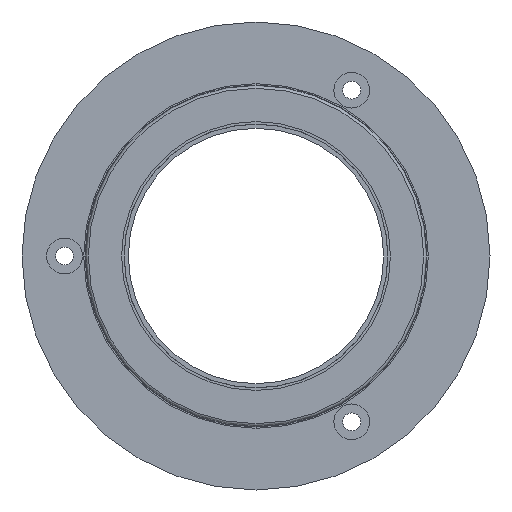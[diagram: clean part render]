
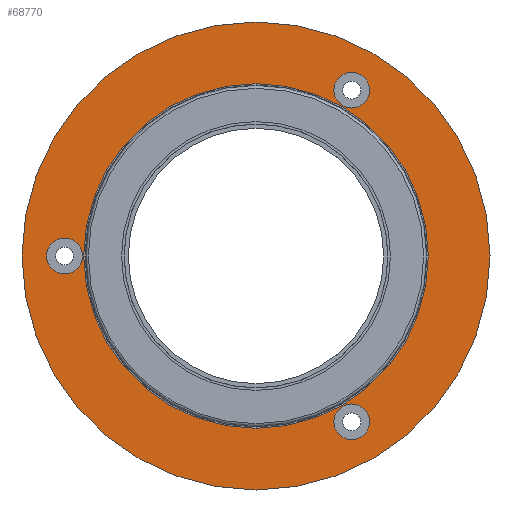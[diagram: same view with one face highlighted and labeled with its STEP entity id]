
A CAD part, left-side view. The second image highlights one B-rep face of the part: STEP entity #68770.
In plain terms, the highlighted planar face has unit normal (-1, 0, 0).
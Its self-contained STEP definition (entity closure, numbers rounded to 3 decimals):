
#1338 = EDGE_LOOP ( 'NONE', ( #37456 ) ) ;
#1740 = EDGE_LOOP ( 'NONE', ( #72329 ) ) ;
#2186 = DIRECTION ( 'NONE',  ( 0., 1., 0. ) ) ;
#3283 = DIRECTION ( 'NONE',  ( 0., 1., 0. ) ) ;
#6098 = EDGE_LOOP ( 'NONE', ( #72610 ) ) ;
#6952 = CARTESIAN_POINT ( 'NONE',  ( 2.8, -9.15, -19.486 ) ) ;
#7390 = VERTEX_POINT ( 'NONE', #79072 ) ;
#7921 = CARTESIAN_POINT ( 'NONE',  ( 2.8, -11.25, -19.486 ) ) ;
#9112 = DIRECTION ( 'NONE',  ( -1., 0., 0. ) ) ;
#9148 = ORIENTED_EDGE ( 'NONE', *, *, #26684, .T. ) ;
#12518 = VERTEX_POINT ( 'NONE', #22725 ) ;
#13385 = CARTESIAN_POINT ( 'NONE',  ( 2.8, 0., 0. ) ) ;
#13520 = EDGE_CURVE ( 'NONE', #73036, #73036, #73476, .T. ) ;
#14143 = AXIS2_PLACEMENT_3D ( 'NONE', #67659, #35898, #62060 ) ;
#16161 = CARTESIAN_POINT ( 'NONE',  ( 2.8, 0., 0. ) ) ;
#22725 = CARTESIAN_POINT ( 'NONE',  ( 2.8, 24.6, 0. ) ) ;
#25418 = FACE_BOUND ( 'NONE', #41759, .T. ) ;
#26642 = VERTEX_POINT ( 'NONE', #40438 ) ;
#26684 = EDGE_CURVE ( 'NONE', #45557, #45557, #70152, .T. ) ;
#29307 = DIRECTION ( 'NONE',  ( 0., 1., 0. ) ) ;
#32824 = DIRECTION ( 'NONE',  ( 1., 0., 0. ) ) ;
#33583 = CIRCLE ( 'NONE', #60941, 27.5 ) ;
#34855 = EDGE_CURVE ( 'NONE', #26642, #26642, #74444, .T. ) ;
#34873 = PLANE ( 'NONE',  #60657 ) ;
#35898 = DIRECTION ( 'NONE',  ( 1., 0., 0. ) ) ;
#37115 = AXIS2_PLACEMENT_3D ( 'NONE', #68400, #43080, #29307 ) ;
#37456 = ORIENTED_EDGE ( 'NONE', *, *, #13520, .T. ) ;
#38763 = FACE_BOUND ( 'NONE', #1740, .T. ) ;
#39354 = EDGE_CURVE ( 'NONE', #7390, #7390, #33583, .T. ) ;
#40438 = CARTESIAN_POINT ( 'NONE',  ( 2.8, -9.15, 19.486 ) ) ;
#41209 = CIRCLE ( 'NONE', #37115, 2.1 ) ;
#41759 = EDGE_LOOP ( 'NONE', ( #63657 ) ) ;
#43080 = DIRECTION ( 'NONE',  ( 1., 0., 0. ) ) ;
#45557 = VERTEX_POINT ( 'NONE', #58841 ) ;
#51627 = FACE_BOUND ( 'NONE', #1338, .T. ) ;
#58841 = CARTESIAN_POINT ( 'NONE',  ( 2.8, 17.5, 0. ) ) ;
#60589 = FACE_BOUND ( 'NONE', #75571, .T. ) ;
#60657 = AXIS2_PLACEMENT_3D ( 'NONE', #73087, #9112, #67464 ) ;
#60941 = AXIS2_PLACEMENT_3D ( 'NONE', #16161, #62079, #3283 ) ;
#62060 = DIRECTION ( 'NONE',  ( 0., 1., 0. ) ) ;
#62079 = DIRECTION ( 'NONE',  ( 1., 0., 0. ) ) ;
#63657 = ORIENTED_EDGE ( 'NONE', *, *, #64736, .T. ) ;
#64736 = EDGE_CURVE ( 'NONE', #12518, #12518, #41209, .T. ) ;
#66585 = DIRECTION ( 'NONE',  ( 1., 0., 0. ) ) ;
#67464 = DIRECTION ( 'NONE',  ( 0., -1., 0. ) ) ;
#67659 = CARTESIAN_POINT ( 'NONE',  ( 2.8, -11.25, 19.486 ) ) ;
#68400 = CARTESIAN_POINT ( 'NONE',  ( 2.8, 22.5, 0. ) ) ;
#68770 = ADVANCED_FACE ( 'NONE', ( #25418, #51627, #38763, #60589, #80370 ), #34873, .T. ) ;
#70152 = CIRCLE ( 'NONE', #76954, 17.5 ) ;
#72314 = DIRECTION ( 'NONE',  ( 0., 1., 0. ) ) ;
#72329 = ORIENTED_EDGE ( 'NONE', *, *, #34855, .T. ) ;
#72610 = ORIENTED_EDGE ( 'NONE', *, *, #39354, .F. ) ;
#73036 = VERTEX_POINT ( 'NONE', #6952 ) ;
#73087 = CARTESIAN_POINT ( 'NONE',  ( 2.8, 17.5, 0. ) ) ;
#73476 = CIRCLE ( 'NONE', #81676, 2.1 ) ;
#74444 = CIRCLE ( 'NONE', #14143, 2.1 ) ;
#75571 = EDGE_LOOP ( 'NONE', ( #9148 ) ) ;
#76954 = AXIS2_PLACEMENT_3D ( 'NONE', #13385, #66585, #2186 ) ;
#79072 = CARTESIAN_POINT ( 'NONE',  ( 2.8, 27.5, 0. ) ) ;
#80370 = FACE_OUTER_BOUND ( 'NONE', #6098, .T. ) ;
#81676 = AXIS2_PLACEMENT_3D ( 'NONE', #7921, #32824, #72314 ) ;
